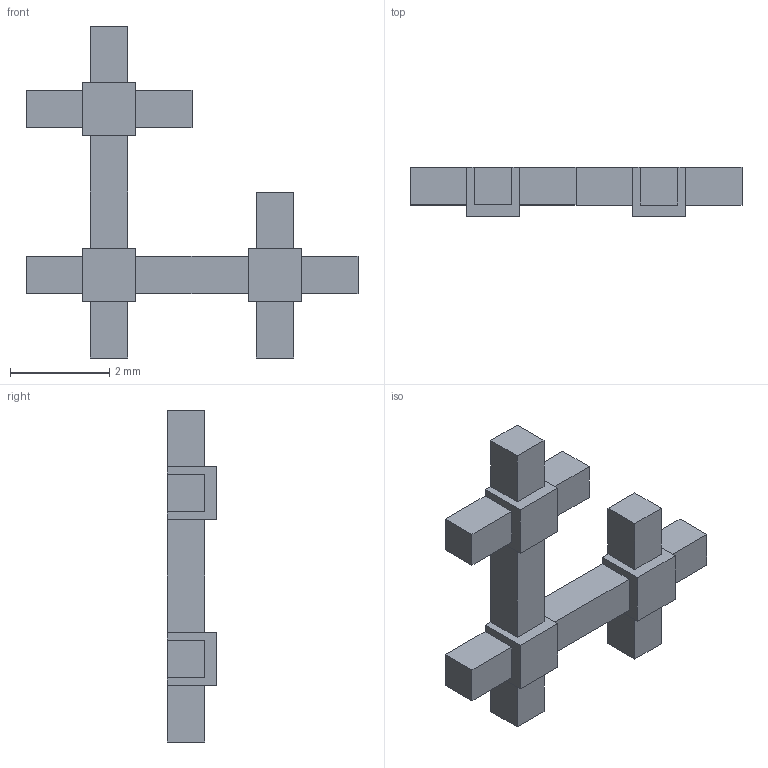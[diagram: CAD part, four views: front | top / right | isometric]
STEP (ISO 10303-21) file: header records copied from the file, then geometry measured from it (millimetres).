
FILE_DESCRIPTION( ( '' ), ' ' );
FILE_NAME( '578e6df8e4b0fe44cc009a77.step', '2016-07-19T18:14:16', ( '' ), ( '' ), ' ', ' ', ' ' );
FILE_SCHEMA( ( 'AUTOMOTIVE_DESIGN { 1 0 10303 214 1 1 1 1 }' ) );
Length unit declared in the file: metre
Products named in the file (1): Part 1
Bounding box: 6.71 x 1 x 6.71 mm (x, y, z)
Volume: 11.4 mm3; surface area: 59.2 mm2
Topology: 1 solids, 1 shells, 54 faces, 156 edges, 104 vertices
Faces by surface type: plane 54
Entity records: 2188 total; most frequent: CARTESIAN_POINT 315, ORIENTED_EDGE 312, DIRECTION 266, EDGE_CURVE 156, LINE 156, VECTOR 156, VERTEX_POINT 104, AXIS2_PLACEMENT_3D 55
